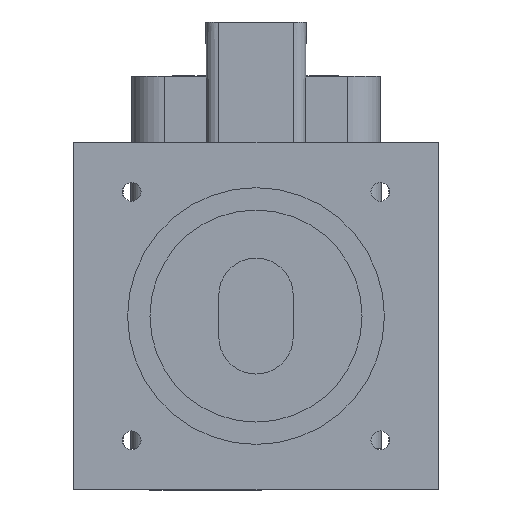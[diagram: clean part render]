
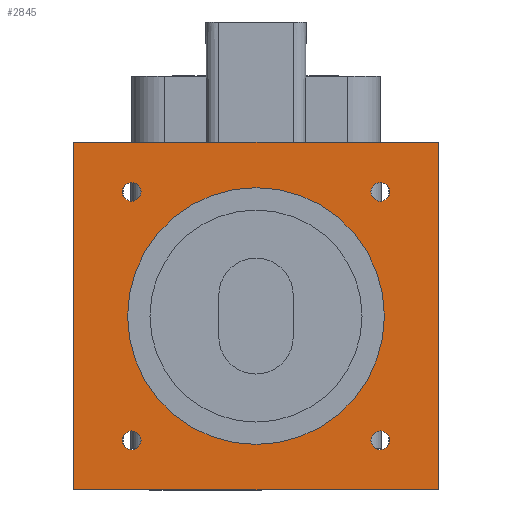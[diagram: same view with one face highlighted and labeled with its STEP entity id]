
A CAD part, left-side view. The second image highlights one B-rep face of the part: STEP entity #2845.
In plain terms, the highlighted planar face has unit normal (-1, 0, 0).
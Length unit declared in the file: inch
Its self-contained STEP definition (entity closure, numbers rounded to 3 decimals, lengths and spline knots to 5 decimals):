
#453 = DIRECTION ( 'NONE',  ( 0., 0., -1. ) ) ;
#454 = VECTOR ( 'NONE', #453, 39.37008 ) ;
#455 = CARTESIAN_POINT ( 'NONE',  ( -0.84646, -0.86614, 1.65354 ) ) ;
#456 = LINE ( 'NONE', #455, #454 ) ;
#473 = CARTESIAN_POINT ( 'NONE',  ( -0.84646, -0.86614, 0. ) ) ;
#491 = CARTESIAN_POINT ( 'NONE',  ( -0.84646, -0.86614, 1.65354 ) ) ;
#1011 = CARTESIAN_POINT ( 'NONE',  ( -0.84646, -0.59055, 1.46182 ) ) ;
#1067 = CARTESIAN_POINT ( 'NONE',  ( -0.84646, 0.86614, 0. ) ) ;
#1069 = DIRECTION ( 'NONE',  ( 0., -1., 0. ) ) ;
#1070 = VECTOR ( 'NONE', #1069, 39.37008 ) ;
#1071 = CARTESIAN_POINT ( 'NONE',  ( -0.84646, -0.86614, 0. ) ) ;
#1072 = LINE ( 'NONE', #1071, #1070 ) ;
#1082 = AXIS2_PLACEMENT_3D ( 'NONE', #1264, #1263, #1255 ) ;
#1255 = DIRECTION ( 'NONE',  ( 0., 0., 1. ) ) ;
#1263 = DIRECTION ( 'NONE',  ( -1., 0., 0. ) ) ;
#1264 = CARTESIAN_POINT ( 'NONE',  ( -0.84646, 0.59055, 1.41732 ) ) ;
#1286 = CIRCLE ( 'NONE', #1082, 0.0445 ) ;
#1905 = CARTESIAN_POINT ( 'NONE',  ( -0.84646, -0.59055, 1.37282 ) ) ;
#1922 = DIRECTION ( 'NONE',  ( 0., 0., 1. ) ) ;
#1923 = DIRECTION ( 'NONE',  ( -1., 0., 0. ) ) ;
#1924 = CARTESIAN_POINT ( 'NONE',  ( -0.84646, -0.59055, 1.41732 ) ) ;
#1925 = AXIS2_PLACEMENT_3D ( 'NONE', #1924, #1923, #1922 ) ;
#1926 = CIRCLE ( 'NONE', #1925, 0.0445 ) ;
#2301 = AXIS2_PLACEMENT_3D ( 'NONE', #2306, #2411, #2410 ) ;
#2303 = CIRCLE ( 'NONE', #2301, 0.0445 ) ;
#2306 = CARTESIAN_POINT ( 'NONE',  ( -0.84646, -0.59055, 0.23622 ) ) ;
#2410 = DIRECTION ( 'NONE',  ( 0., 0., 1. ) ) ;
#2411 = DIRECTION ( 'NONE',  ( -1., 0., 0. ) ) ;
#2546 = VERTEX_POINT ( 'NONE', #3106 ) ;
#2606 = EDGE_CURVE ( 'NONE', #2546, #15369, #3360, .T. ) ;
#2629 = EDGE_CURVE ( 'NONE', #4961, #4746, #3338, .T. ) ;
#2779 = EDGE_CURVE ( 'NONE', #15322, #15758, #4280, .T. ) ;
#2842 = ORIENTED_EDGE ( 'NONE', *, *, #15740, .F. ) ;
#2843 = EDGE_CURVE ( 'NONE', #14970, #14963, #4168, .T. ) ;
#2844 = EDGE_LOOP ( 'NONE', ( #2889, #3016 ) ) ;
#2845 = ADVANCED_FACE ( 'NONE', ( #3634, #3785, #3653, #3649, #3223, #3541 ), #3911, .F. ) ;
#2846 = EDGE_LOOP ( 'NONE', ( #3021, #2842 ) ) ;
#2887 = ORIENTED_EDGE ( 'NONE', *, *, #2606, .T. ) ;
#2889 = ORIENTED_EDGE ( 'NONE', *, *, #2843, .F. ) ;
#2892 = EDGE_CURVE ( 'NONE', #14981, #14972, #4479, .T. ) ;
#3015 = EDGE_LOOP ( 'NONE', ( #3018, #3020 ) ) ;
#3016 = ORIENTED_EDGE ( 'NONE', *, *, #14977, .F. ) ;
#3017 = ORIENTED_EDGE ( 'NONE', *, *, #15759, .F. ) ;
#3018 = ORIENTED_EDGE ( 'NONE', *, *, #2892, .F. ) ;
#3019 = EDGE_LOOP ( 'NONE', ( #3017, #3022 ) ) ;
#3020 = ORIENTED_EDGE ( 'NONE', *, *, #14979, .F. ) ;
#3021 = ORIENTED_EDGE ( 'NONE', *, *, #2779, .F. ) ;
#3022 = ORIENTED_EDGE ( 'NONE', *, *, #14688, .F. ) ;
#3023 = ORIENTED_EDGE ( 'NONE', *, *, #2629, .F. ) ;
#3024 = ORIENTED_EDGE ( 'NONE', *, *, #15094, .F. ) ;
#3025 = EDGE_LOOP ( 'NONE', ( #3023, #3034 ) ) ;
#3026 = ORIENTED_EDGE ( 'NONE', *, *, #15360, .T. ) ;
#3033 = EDGE_LOOP ( 'NONE', ( #3026, #3024, #3039, #2887 ) ) ;
#3034 = ORIENTED_EDGE ( 'NONE', *, *, #15907, .F. ) ;
#3037 = EDGE_CURVE ( 'NONE', #2546, #15218, #4360, .T. ) ;
#3039 = ORIENTED_EDGE ( 'NONE', *, *, #3037, .F. ) ;
#3106 = CARTESIAN_POINT ( 'NONE',  ( -0.84646, 0.86614, 1.65354 ) ) ;
#3221 = DIRECTION ( 'NONE',  ( -1., 0., 0. ) ) ;
#3223 = FACE_BOUND ( 'NONE', #3025, .T. ) ;
#3224 = DIRECTION ( 'NONE',  ( 0., 0., 1. ) ) ;
#3247 = VECTOR ( 'NONE', #3654, 39.37008 ) ;
#3338 = CIRCLE ( 'NONE', #3413, 0.0445 ) ;
#3353 = CARTESIAN_POINT ( 'NONE',  ( -0.84646, -0.59055, 0.23622 ) ) ;
#3356 = DIRECTION ( 'NONE',  ( 0., 0., -1. ) ) ;
#3357 = VECTOR ( 'NONE', #3356, 39.37008 ) ;
#3359 = CARTESIAN_POINT ( 'NONE',  ( -0.84646, 0.86614, 1.65354 ) ) ;
#3360 = LINE ( 'NONE', #3359, #3357 ) ;
#3413 = AXIS2_PLACEMENT_3D ( 'NONE', #3353, #3551, #3548 ) ;
#3541 = FACE_OUTER_BOUND ( 'NONE', #3033, .T. ) ;
#3548 = DIRECTION ( 'NONE',  ( 0., 0., 1. ) ) ;
#3551 = DIRECTION ( 'NONE',  ( -1., 0., 0. ) ) ;
#3634 = FACE_BOUND ( 'NONE', #2844, .T. ) ;
#3649 = FACE_BOUND ( 'NONE', #2846, .T. ) ;
#3653 = FACE_BOUND ( 'NONE', #3019, .T. ) ;
#3654 = DIRECTION ( 'NONE',  ( 0., -1., 0. ) ) ;
#3785 = FACE_BOUND ( 'NONE', #3015, .T. ) ;
#3859 = AXIS2_PLACEMENT_3D ( 'NONE', #3912, #3925, #3908 ) ;
#3908 = DIRECTION ( 'NONE',  ( 0., 0., -1. ) ) ;
#3911 = PLANE ( 'NONE',  #3859 ) ;
#3912 = CARTESIAN_POINT ( 'NONE',  ( -0.84646, -0.86614, 1.65354 ) ) ;
#3925 = DIRECTION ( 'NONE',  ( 1., 0., 0. ) ) ;
#4166 = CARTESIAN_POINT ( 'NONE',  ( -0.84646, 0., 0.82677 ) ) ;
#4167 = AXIS2_PLACEMENT_3D ( 'NONE', #4166, #3221, #3224 ) ;
#4168 = CIRCLE ( 'NONE', #4167, 0.61024 ) ;
#4249 = DIRECTION ( 'NONE',  ( 0., 0., 1. ) ) ;
#4250 = DIRECTION ( 'NONE',  ( -1., 0., 0. ) ) ;
#4251 = AXIS2_PLACEMENT_3D ( 'NONE', #4252, #4250, #4249 ) ;
#4252 = CARTESIAN_POINT ( 'NONE',  ( -0.84646, -0.59055, 1.41732 ) ) ;
#4280 = CIRCLE ( 'NONE', #4251, 0.0445 ) ;
#4307 = AXIS2_PLACEMENT_3D ( 'NONE', #4498, #4497, #4496 ) ;
#4360 = LINE ( 'NONE', #4412, #3247 ) ;
#4412 = CARTESIAN_POINT ( 'NONE',  ( -0.84646, -0.86614, 1.65354 ) ) ;
#4479 = CIRCLE ( 'NONE', #4307, 0.0445 ) ;
#4496 = DIRECTION ( 'NONE',  ( 0., 0., 1. ) ) ;
#4497 = DIRECTION ( 'NONE',  ( -1., 0., 0. ) ) ;
#4498 = CARTESIAN_POINT ( 'NONE',  ( -0.84646, 0.59055, 0.23622 ) ) ;
#4552 = CARTESIAN_POINT ( 'NONE',  ( -0.84646, -0.59055, 0.19172 ) ) ;
#4746 = VERTEX_POINT ( 'NONE', #4552 ) ;
#4961 = VERTEX_POINT ( 'NONE', #5584 ) ;
#5584 = CARTESIAN_POINT ( 'NONE',  ( -0.84646, -0.59055, 0.28072 ) ) ;
#11629 = CARTESIAN_POINT ( 'NONE',  ( -0.84646, 0.59055, 1.46182 ) ) ;
#11636 = CARTESIAN_POINT ( 'NONE',  ( -0.84646, 0.59055, 1.37282 ) ) ;
#11693 = DIRECTION ( 'NONE',  ( 0., 0., 1. ) ) ;
#11694 = DIRECTION ( 'NONE',  ( -1., 0., 0. ) ) ;
#11695 = CARTESIAN_POINT ( 'NONE',  ( -0.84646, 0.59055, 1.41732 ) ) ;
#11704 = CIRCLE ( 'NONE', #11714, 0.0445 ) ;
#11714 = AXIS2_PLACEMENT_3D ( 'NONE', #11695, #11694, #11693 ) ;
#12426 = AXIS2_PLACEMENT_3D ( 'NONE', #12597, #12595, #12594 ) ;
#12450 = CARTESIAN_POINT ( 'NONE',  ( -0.84646, 0.59055, 0.19172 ) ) ;
#12454 = CARTESIAN_POINT ( 'NONE',  ( -0.84646, 0., 0.21654 ) ) ;
#12580 = CARTESIAN_POINT ( 'NONE',  ( -0.84646, 0.59055, 0.28072 ) ) ;
#12583 = DIRECTION ( 'NONE',  ( 0., 0., 1. ) ) ;
#12584 = DIRECTION ( 'NONE',  ( -1., 0., 0. ) ) ;
#12586 = AXIS2_PLACEMENT_3D ( 'NONE', #12604, #12584, #12583 ) ;
#12594 = DIRECTION ( 'NONE',  ( 0., 0., 1. ) ) ;
#12595 = DIRECTION ( 'NONE',  ( -1., 0., 0. ) ) ;
#12597 = CARTESIAN_POINT ( 'NONE',  ( -0.84646, 0., 0.82677 ) ) ;
#12601 = CIRCLE ( 'NONE', #12426, 0.61024 ) ;
#12604 = CARTESIAN_POINT ( 'NONE',  ( -0.84646, 0.59055, 0.23622 ) ) ;
#12606 = CIRCLE ( 'NONE', #12586, 0.0445 ) ;
#12617 = CARTESIAN_POINT ( 'NONE',  ( -0.84646, 0., 1.43701 ) ) ;
#14688 = EDGE_CURVE ( 'NONE', #14708, #14707, #11704, .T. ) ;
#14707 = VERTEX_POINT ( 'NONE', #11629 ) ;
#14708 = VERTEX_POINT ( 'NONE', #11636 ) ;
#14963 = VERTEX_POINT ( 'NONE', #12454 ) ;
#14970 = VERTEX_POINT ( 'NONE', #12617 ) ;
#14972 = VERTEX_POINT ( 'NONE', #12450 ) ;
#14977 = EDGE_CURVE ( 'NONE', #14963, #14970, #12601, .T. ) ;
#14979 = EDGE_CURVE ( 'NONE', #14972, #14981, #12606, .T. ) ;
#14981 = VERTEX_POINT ( 'NONE', #12580 ) ;
#15094 = EDGE_CURVE ( 'NONE', #15218, #15215, #456, .T. ) ;
#15215 = VERTEX_POINT ( 'NONE', #473 ) ;
#15218 = VERTEX_POINT ( 'NONE', #491 ) ;
#15322 = VERTEX_POINT ( 'NONE', #1011 ) ;
#15360 = EDGE_CURVE ( 'NONE', #15369, #15215, #1072, .T. ) ;
#15369 = VERTEX_POINT ( 'NONE', #1067 ) ;
#15740 = EDGE_CURVE ( 'NONE', #15758, #15322, #1926, .T. ) ;
#15758 = VERTEX_POINT ( 'NONE', #1905 ) ;
#15759 = EDGE_CURVE ( 'NONE', #14707, #14708, #1286, .T. ) ;
#15907 = EDGE_CURVE ( 'NONE', #4746, #4961, #2303, .T. ) ;
